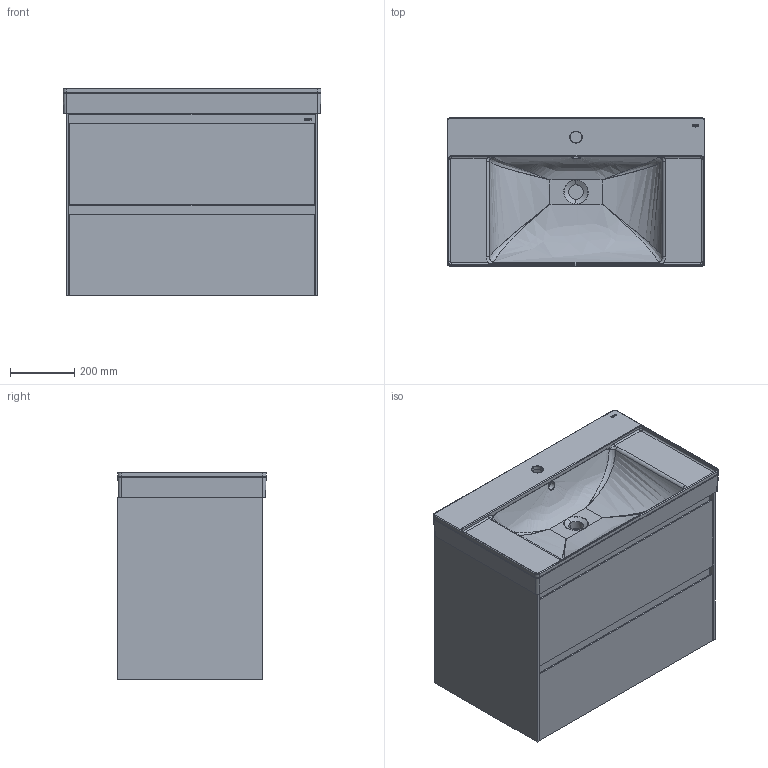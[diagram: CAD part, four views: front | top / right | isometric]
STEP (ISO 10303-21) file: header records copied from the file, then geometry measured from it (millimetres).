
FILE_DESCRIPTION(/* description */ (''),/* implementation_level */ '2;1');
FILE_NAME(/* name */ 'STEP - A8525105.._21194',/* time_stamp */ '2024-10-24T16:07:00+11:00',/* author */ (''),/* organization */ (''),/* preprocessor_version */ 'ST-DEVELOPER v16.5',/* originating_system */ 'Rhino 7.37',/* authorisation */ '');
FILE_SCHEMA (('CONFIG_CONTROL_DESIGN'));
Length unit declared in the file: millimetre
Products named in the file (4): Document; Roca Ona 800 TWIN (Centre); Roca ONA 800C BASIN2; Roca Ona TWIN 800
Assembly tree (3 placements, depth 3):
  Document
    Roca Ona 800 TWIN (Centre)
      Roca ONA 800C BASIN2
      Roca Ona TWIN 800
Bounding box: 800 x 460 x 645 mm (x, y, z)
Volume: 30439691.2 mm3; surface area: 5624322.5 mm2
Topology: 10 solids, 11 shells, 323 faces, 1059 edges, 658 vertices
Faces by surface type: plane 178, bspline 84, cylinder 61
Entity records: 18280 total; most frequent: CARTESIAN_POINT 10765, ORIENTED_EDGE 1842, EDGE_CURVE 1049, B_SPLINE_CURVE_WITH_KNOTS 786, VERTEX_POINT 658, EDGE_LOOP 347, ADVANCED_FACE 323, FACE_OUTER_BOUND 323
